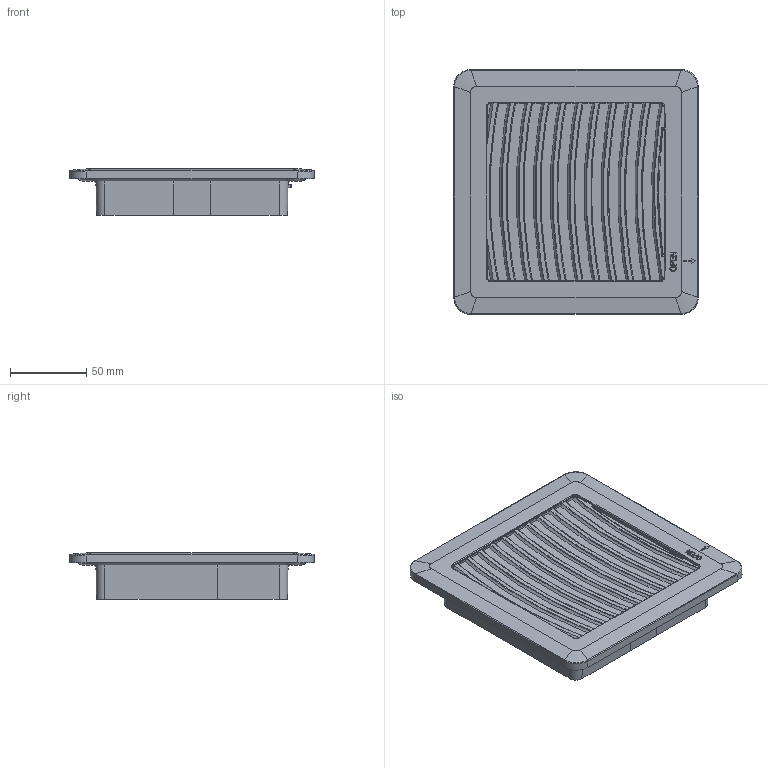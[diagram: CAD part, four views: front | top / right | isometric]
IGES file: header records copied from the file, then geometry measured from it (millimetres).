
Global section: file name: FTEC16 EXHAUST FILTER; native system: AutoCAD 2018 - English; preprocessor: Autodesk Translation Framework DWG producer (atf_dwg_producer); organization: unknown; date: 20191112.093358; units: inch
Bounding box: 160 x 160.24 x 30.6 mm (x, y, z)
Volume: 502144.6 mm3; surface area: 81936.4 mm2
Topology: 1 solids, 1 shells, 1129 faces, 3002 edges, 1875 vertices
Faces by surface type: bspline 1129
